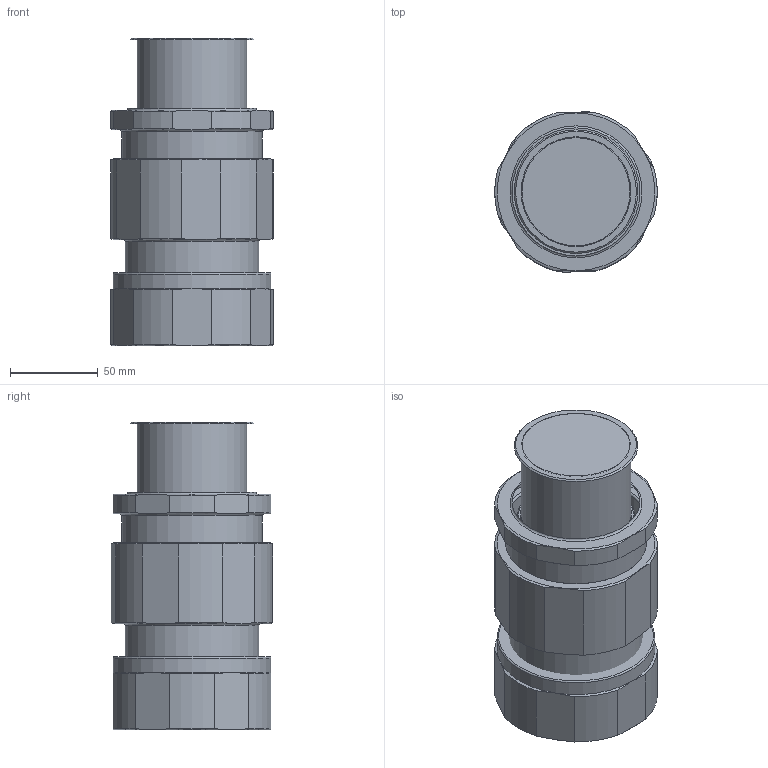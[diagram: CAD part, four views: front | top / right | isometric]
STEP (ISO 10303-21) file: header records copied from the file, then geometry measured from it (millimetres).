
FILE_DESCRIPTION(/* description */ (''),/* implementation_level */ '2;1');
FILE_NAME(/* name */ 'MC2X7.stp',/* time_stamp */ '2020-05-13T09:17:14-05:00',/* author */ ('nsantoro'),/* organization */ (''),/* preprocessor_version */ 'ST-DEVELOPER v18',/* originating_system */ 'Autodesk Inventor 2020',/* authorisation */ '');
FILE_SCHEMA (('AUTOMOTIVE_DESIGN { 1 0 10303 214 3 1 1 }'));
Length unit declared in the file: inch
Products named in the file (1): 51929-1_Shrinkwrap_1
Bounding box: 92.79 x 91.96 x 175.32 mm (x, y, z)
Volume: 1337949.5 mm3; surface area: 130252.7 mm2
Topology: 4 solids, 4 shells, 116 faces, 283 edges, 181 vertices
Faces by surface type: cone 42, plane 32, cylinder 27, torus 14, bspline 1
Full cylindrical faces by diameter (mm): 61.976 x1, 62.649 x1, 66.548 x1, 73.937 x1, 76.2 x2, 79.375 x1, 80.264 x1, 90 x1
Entity records: 3742 total; most frequent: CARTESIAN_POINT 917, DIRECTION 595, ORIENTED_EDGE 566, EDGE_CURVE 283, AXIS2_PLACEMENT_3D 272, VERTEX_POINT 181, CIRCLE 156, EDGE_LOOP 122
